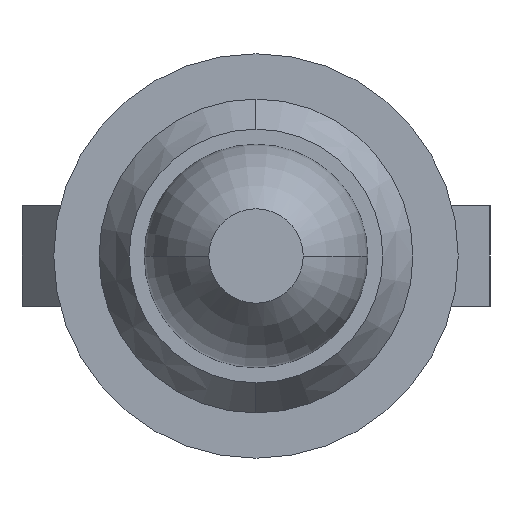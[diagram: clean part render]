
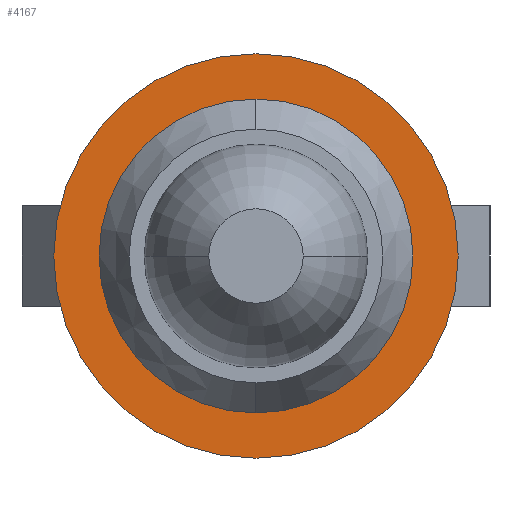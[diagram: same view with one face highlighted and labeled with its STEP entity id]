
A CAD part, front view. The second image highlights one B-rep face of the part: STEP entity #4167.
In plain terms, the highlighted planar face has unit normal (0, -1, 0).
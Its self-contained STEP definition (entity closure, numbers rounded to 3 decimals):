
#377 = FACE_OUTER_BOUND ( 'NONE', #3179, .T. ) ;
#437 = AXIS2_PLACEMENT_3D ( 'NONE', #6362, #2769, #6962 ) ;
#801 = DIRECTION ( 'NONE',  ( 0., 0., 1. ) ) ;
#1006 = EDGE_CURVE ( 'NONE', #4068, #5085, #1850, .T. ) ;
#1153 = EDGE_CURVE ( 'NONE', #3981, #2801, #6412, .T. ) ;
#1190 = AXIS2_PLACEMENT_3D ( 'NONE', #5869, #2263, #6474 ) ;
#1287 = ORIENTED_EDGE ( 'NONE', *, *, #4894, .F. ) ;
#1773 = AXIS2_PLACEMENT_3D ( 'NONE', #3204, #7401, #3803 ) ;
#1850 = CIRCLE ( 'NONE', #1773, 60.5 ) ;
#2087 = DIRECTION ( 'NONE',  ( 0., 1., 0. ) ) ;
#2163 = FACE_BOUND ( 'NONE', #2924, .T. ) ;
#2263 = DIRECTION ( 'NONE',  ( 0., -1., 0. ) ) ;
#2740 = ORIENTED_EDGE ( 'NONE', *, *, #7469, .F. ) ;
#2769 = DIRECTION ( 'NONE',  ( 0., -1., 0. ) ) ;
#2801 = VERTEX_POINT ( 'NONE', #3719 ) ;
#2924 = EDGE_LOOP ( 'NONE', ( #2740, #3102 ) ) ;
#3102 = ORIENTED_EDGE ( 'NONE', *, *, #1153, .F. ) ;
#3148 = CIRCLE ( 'NONE', #1190, 46.952 ) ;
#3179 = EDGE_LOOP ( 'NONE', ( #1287, #3288 ) ) ;
#3204 = CARTESIAN_POINT ( 'NONE',  ( 0., 0., 0. ) ) ;
#3209 = PLANE ( 'NONE',  #3302 ) ;
#3288 = ORIENTED_EDGE ( 'NONE', *, *, #1006, .F. ) ;
#3302 = AXIS2_PLACEMENT_3D ( 'NONE', #6165, #4401, #801 ) ;
#3719 = CARTESIAN_POINT ( 'NONE',  ( 0., 0., -46.952 ) ) ;
#3803 = DIRECTION ( 'NONE',  ( 0., 0., 1. ) ) ;
#3981 = VERTEX_POINT ( 'NONE', #7789 ) ;
#4068 = VERTEX_POINT ( 'NONE', #6079 ) ;
#4126 = CARTESIAN_POINT ( 'NONE',  ( 0., 0., -60.5 ) ) ;
#4167 = ADVANCED_FACE ( 'NONE', ( #377, #2163 ), #3209, .F. ) ;
#4401 = DIRECTION ( 'NONE',  ( 0., 1., 0. ) ) ;
#4894 = EDGE_CURVE ( 'NONE', #5085, #4068, #6518, .T. ) ;
#5013 = AXIS2_PLACEMENT_3D ( 'NONE', #5687, #2087, #6284 ) ;
#5085 = VERTEX_POINT ( 'NONE', #4126 ) ;
#5687 = CARTESIAN_POINT ( 'NONE',  ( 0., 0., 0. ) ) ;
#5869 = CARTESIAN_POINT ( 'NONE',  ( 0., 0., 0. ) ) ;
#6079 = CARTESIAN_POINT ( 'NONE',  ( 0., 0., 60.5 ) ) ;
#6165 = CARTESIAN_POINT ( 'NONE',  ( 0., 0., 0. ) ) ;
#6284 = DIRECTION ( 'NONE',  ( 0., 0., 1. ) ) ;
#6362 = CARTESIAN_POINT ( 'NONE',  ( 0., 0., 0. ) ) ;
#6412 = CIRCLE ( 'NONE', #437, 46.952 ) ;
#6474 = DIRECTION ( 'NONE',  ( 0., 0., 1. ) ) ;
#6518 = CIRCLE ( 'NONE', #5013, 60.5 ) ;
#6962 = DIRECTION ( 'NONE',  ( 0., 0., 1. ) ) ;
#7401 = DIRECTION ( 'NONE',  ( 0., 1., 0. ) ) ;
#7469 = EDGE_CURVE ( 'NONE', #2801, #3981, #3148, .T. ) ;
#7789 = CARTESIAN_POINT ( 'NONE',  ( 0., 0., 46.952 ) ) ;
